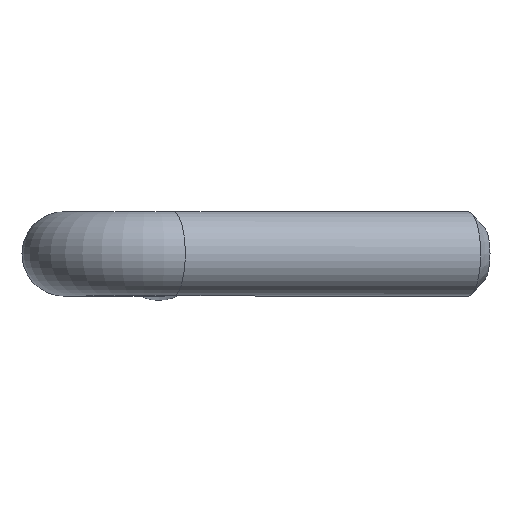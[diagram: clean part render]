
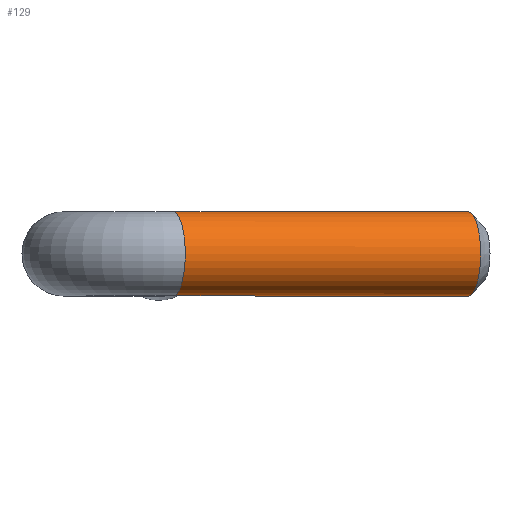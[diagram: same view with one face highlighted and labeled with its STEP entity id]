
A CAD part, top view. The second image highlights one B-rep face of the part: STEP entity #129.
In plain terms, the highlighted cylindrical face has radius 3 mm (diameter 6 mm), a full revolution.
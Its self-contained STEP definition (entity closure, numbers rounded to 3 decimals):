
#20=CYLINDRICAL_SURFACE('',#157,3.);
#26=FACE_OUTER_BOUND('',#35,.T.);
#35=EDGE_LOOP('',(#102,#103,#104,#105,#106));
#43=LINE('',#238,#48);
#48=VECTOR('',#194,3.);
#54=CIRCLE('',#156,3.);
#55=CIRCLE('',#158,3.);
#56=CIRCLE('',#159,3.);
#66=VERTEX_POINT('',#233);
#67=VERTEX_POINT('',#237);
#68=VERTEX_POINT('',#239);
#79=EDGE_CURVE('',#66,#66,#54,.T.);
#80=EDGE_CURVE('',#66,#67,#43,.T.);
#81=EDGE_CURVE('',#67,#68,#55,.T.);
#82=EDGE_CURVE('',#68,#67,#56,.T.);
#102=ORIENTED_EDGE('',*,*,#79,.F.);
#103=ORIENTED_EDGE('',*,*,#80,.T.);
#104=ORIENTED_EDGE('',*,*,#81,.T.);
#105=ORIENTED_EDGE('',*,*,#82,.T.);
#106=ORIENTED_EDGE('',*,*,#80,.F.);
#129=ADVANCED_FACE('',(#26),#20,.T.);
#156=AXIS2_PLACEMENT_3D('',#235,#190,#191);
#157=AXIS2_PLACEMENT_3D('',#236,#192,#193);
#158=AXIS2_PLACEMENT_3D('',#240,#195,#196);
#159=AXIS2_PLACEMENT_3D('',#241,#197,#198);
#190=DIRECTION('center_axis',(0.957,0.,-0.291));
#191=DIRECTION('ref_axis',(-0.291,0.,-0.957));
#192=DIRECTION('center_axis',(0.957,0.,-0.291));
#193=DIRECTION('ref_axis',(-0.291,0.,-0.957));
#194=DIRECTION('',(-0.957,0.,0.291));
#195=DIRECTION('center_axis',(0.957,0.,-0.291));
#196=DIRECTION('ref_axis',(-0.291,0.,-0.957));
#197=DIRECTION('center_axis',(0.957,0.,-0.291));
#198=DIRECTION('ref_axis',(-0.291,0.,-0.957));
#233=CARTESIAN_POINT('',(22.915,0.,177.161));
#235=CARTESIAN_POINT('Origin',(22.043,0.,174.291));
#236=CARTESIAN_POINT('Origin',(1.02,0.,180.673));
#237=CARTESIAN_POINT('',(1.891,0.,183.544));
#238=CARTESIAN_POINT('',(1.891,0.,183.544));
#239=CARTESIAN_POINT('',(0.148,0.,177.803));
#240=CARTESIAN_POINT('Origin',(1.02,0.,180.673));
#241=CARTESIAN_POINT('Origin',(1.02,0.,180.673));
